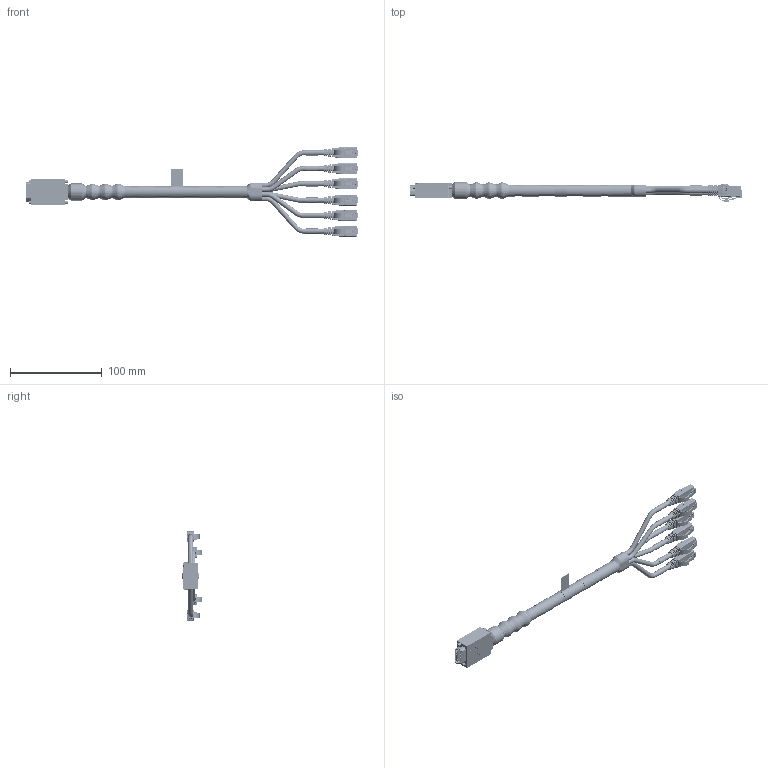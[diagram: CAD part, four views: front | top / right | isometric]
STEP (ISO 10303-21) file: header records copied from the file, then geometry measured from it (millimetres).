
FILE_DESCRIPTION (( 'STEP AP214' ), '1' );
FILE_NAME ('MRJ21AD.STEP', '2019-04-12T13:01:36', ( '' ), ( '' ), 'SwSTEP 2.0', 'SolidWorks 2018', '' );
FILE_SCHEMA (( 'AUTOMOTIVE_DESIGN' ));
Length unit declared in the file: inch
Products named in the file (13): 1AW01-002_.23 ID; MRJ21-MA4; 3AC03-081-MA3; 3AC03-081-MA1_.9 SWEEEP; 3AC03-081-MA1_.6 SWEEP; MRJ21-MA2; 1AD01-007_crimped; 3AC03-081_8" long; 3AB08-011; 3AC03-081-MA2; 3AC03-081-MA1; MRJ21AD; MRJ21-MA3
Assembly tree (26 placements, depth 3):
  MRJ21AD
    3AC03-081-MA3
      3AC03-081_8" long
      3AC03-081-MA1_.9 SWEEEP  x2
      3AC03-081-MA1_.6 SWEEP  x2
      3AC03-081-MA1  x2
      3AC03-081-MA2
      1AD01-007_crimped  x6
      1AW01-002_.23 ID  x6
    3AB08-011
    MRJ21-MA2
    MRJ21-MA4
    MRJ21-MA3  x2
Bounding box: 362.44 x 21.72 x 97.38 mm (x, y, z)
Volume: 58815.4 mm3; surface area: 67119.5 mm2
Topology: 19 solids, 37 shells, 11156 faces, 29929 edges, 18762 vertices
Faces by surface type: plane 5326, cylinder 3320, bspline 2206, cone 262, torus 42
Entity records: 97893 total; most frequent: CARTESIAN_POINT 37946, ORIENTED_EDGE 13436, DIRECTION 10126, EDGE_CURVE 6722, VERTEX_POINT 4258, LINE 4176, VECTOR 4176, AXIS2_PLACEMENT_3D 2975
